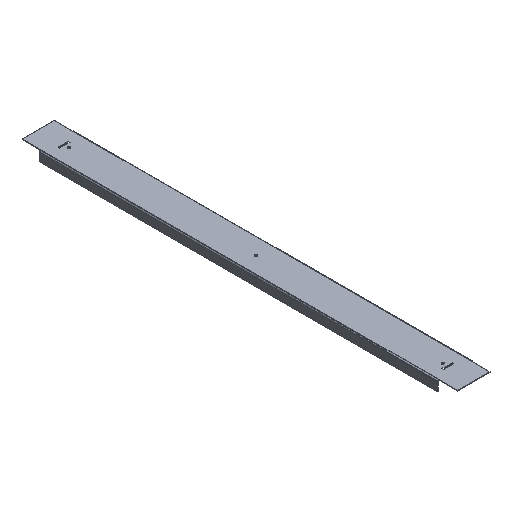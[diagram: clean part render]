
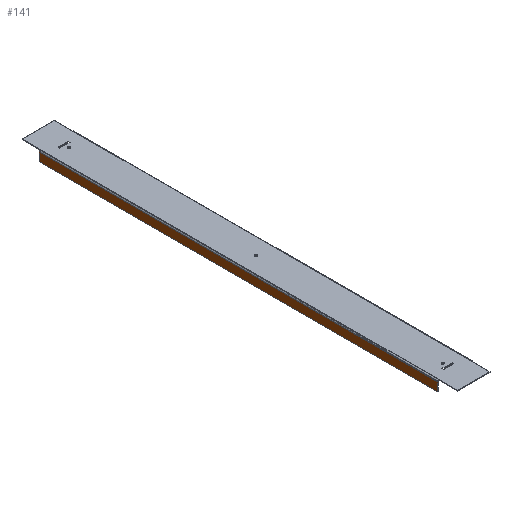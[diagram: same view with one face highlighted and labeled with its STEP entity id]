
A CAD part, isometric view. The second image highlights one B-rep face of the part: STEP entity #141.
In plain terms, the highlighted planar face has unit normal (-1, 0, 0).
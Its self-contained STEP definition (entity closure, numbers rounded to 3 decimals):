
#52 = DIRECTION ( 'NONE',  ( 0., -1., 0. ) ) ;
#56 = CARTESIAN_POINT ( 'NONE',  ( -51.4, -585.5, -4. ) ) ;
#77 = LINE ( 'NONE', #620, #1066 ) ;
#121 = CARTESIAN_POINT ( 'NONE',  ( -51.4, 0., 0. ) ) ;
#134 = VECTOR ( 'NONE', #52, 1000. ) ;
#141 = ADVANCED_FACE ( 'NONE', ( #1047 ), #772, .F. ) ;
#211 = CARTESIAN_POINT ( 'NONE',  ( -51.4, 585.5, -29. ) ) ;
#248 = VERTEX_POINT ( 'NONE', #698 ) ;
#306 = VECTOR ( 'NONE', #1056, 1000. ) ;
#390 = LINE ( 'NONE', #761, #134 ) ;
#391 = EDGE_CURVE ( 'NONE', #248, #1072, #390, .T. ) ;
#458 = EDGE_LOOP ( 'NONE', ( #1175, #727, #640, #887 ) ) ;
#493 = AXIS2_PLACEMENT_3D ( 'NONE', #121, #1141, #1054 ) ;
#501 = LINE ( 'NONE', #798, #306 ) ;
#535 = VERTEX_POINT ( 'NONE', #986 ) ;
#542 = DIRECTION ( 'NONE',  ( 0., 1., 0. ) ) ;
#599 = EDGE_CURVE ( 'NONE', #535, #714, #77, .T. ) ;
#620 = CARTESIAN_POINT ( 'NONE',  ( -51.4, -640.5, -29. ) ) ;
#640 = ORIENTED_EDGE ( 'NONE', *, *, #599, .F. ) ;
#691 = EDGE_CURVE ( 'NONE', #1072, #535, #1011, .T. ) ;
#698 = CARTESIAN_POINT ( 'NONE',  ( -51.4, 585.5, -4. ) ) ;
#714 = VERTEX_POINT ( 'NONE', #211 ) ;
#727 = ORIENTED_EDGE ( 'NONE', *, *, #952, .F. ) ;
#745 = CARTESIAN_POINT ( 'NONE',  ( -51.4, -585.5, -29. ) ) ;
#759 = DIRECTION ( 'NONE',  ( 0., 0., -1. ) ) ;
#761 = CARTESIAN_POINT ( 'NONE',  ( -51.4, -640.5, -4. ) ) ;
#772 = PLANE ( 'NONE',  #493 ) ;
#798 = CARTESIAN_POINT ( 'NONE',  ( -51.4, 585.5, -29. ) ) ;
#887 = ORIENTED_EDGE ( 'NONE', *, *, #691, .F. ) ;
#930 = VECTOR ( 'NONE', #759, 1000. ) ;
#952 = EDGE_CURVE ( 'NONE', #714, #248, #501, .T. ) ;
#986 = CARTESIAN_POINT ( 'NONE',  ( -51.4, -585.5, -29. ) ) ;
#1011 = LINE ( 'NONE', #745, #930 ) ;
#1047 = FACE_OUTER_BOUND ( 'NONE', #458, .T. ) ;
#1054 = DIRECTION ( 'NONE',  ( 0., 0., -1. ) ) ;
#1056 = DIRECTION ( 'NONE',  ( 0., 0., 1. ) ) ;
#1066 = VECTOR ( 'NONE', #542, 1000. ) ;
#1072 = VERTEX_POINT ( 'NONE', #56 ) ;
#1141 = DIRECTION ( 'NONE',  ( 1., 0., 0. ) ) ;
#1175 = ORIENTED_EDGE ( 'NONE', *, *, #391, .F. ) ;
